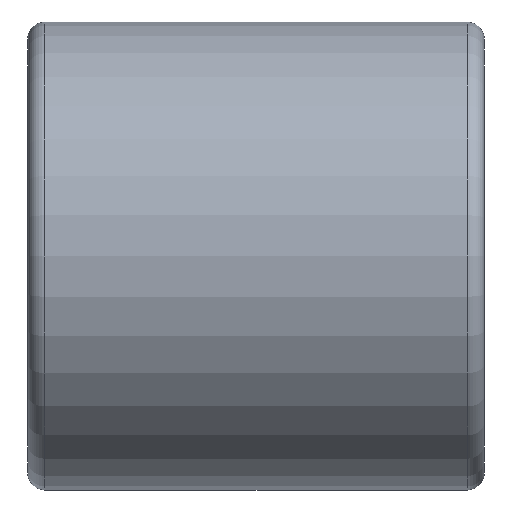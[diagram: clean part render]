
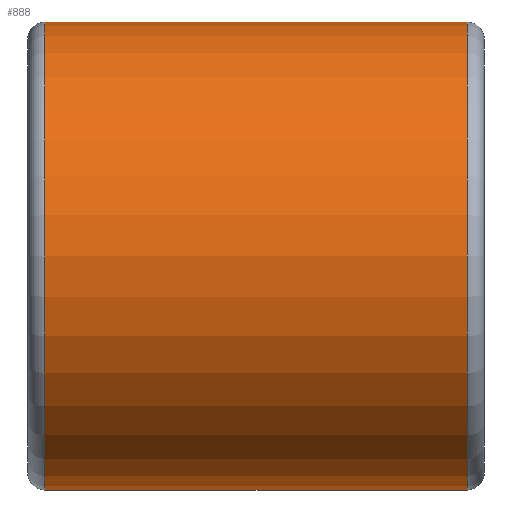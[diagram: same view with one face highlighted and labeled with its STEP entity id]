
A CAD part, front view. The second image highlights one B-rep face of the part: STEP entity #888.
In plain terms, the highlighted cylindrical face has radius 41 mm (diameter 82 mm), a partial arc.
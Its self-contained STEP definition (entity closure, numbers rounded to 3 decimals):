
#50 = ORIENTED_EDGE ( 'NONE', *, *, #5290, .F. ) ;
#404 = AXIS2_PLACEMENT_3D ( 'NONE', #2330, #711, #5522 ) ;
#711 = DIRECTION ( 'NONE',  ( -1., 0., 0. ) ) ;
#888 = ADVANCED_FACE ( 'NONE', ( #5828 ), #6540, .T. ) ;
#945 = DIRECTION ( 'NONE',  ( -1., 0., 0. ) ) ;
#1011 = LINE ( 'NONE', #4574, #2244 ) ;
#1109 = CARTESIAN_POINT ( 'NONE',  ( 0., 0., 41. ) ) ;
#1231 = DIRECTION ( 'NONE',  ( 1., 0., 0. ) ) ;
#1299 = ORIENTED_EDGE ( 'NONE', *, *, #3094, .T. ) ;
#1381 = CARTESIAN_POINT ( 'NONE',  ( 3., 0., -41. ) ) ;
#1724 = VERTEX_POINT ( 'NONE', #6175 ) ;
#1737 = CIRCLE ( 'NONE', #3533, 41. ) ;
#1809 = VECTOR ( 'NONE', #2166, 1000. ) ;
#1921 = DIRECTION ( 'NONE',  ( -1., 0., 0. ) ) ;
#2166 = DIRECTION ( 'NONE',  ( -1., 0., 0. ) ) ;
#2244 = VECTOR ( 'NONE', #1921, 1000. ) ;
#2330 = CARTESIAN_POINT ( 'NONE',  ( 0., 0., 0. ) ) ;
#2884 = ORIENTED_EDGE ( 'NONE', *, *, #4300, .T. ) ;
#2950 = CARTESIAN_POINT ( 'NONE',  ( 77., 0., -41. ) ) ;
#3094 = EDGE_CURVE ( 'NONE', #1724, #3557, #5090, .T. ) ;
#3533 = AXIS2_PLACEMENT_3D ( 'NONE', #4132, #945, #4655 ) ;
#3557 = VERTEX_POINT ( 'NONE', #1381 ) ;
#3719 = AXIS2_PLACEMENT_3D ( 'NONE', #4421, #1231, #4931 ) ;
#4044 = EDGE_LOOP ( 'NONE', ( #50, #6159, #2884, #1299 ) ) ;
#4132 = CARTESIAN_POINT ( 'NONE',  ( 77., 0., 0. ) ) ;
#4161 = VERTEX_POINT ( 'NONE', #4666 ) ;
#4300 = EDGE_CURVE ( 'NONE', #4161, #1724, #6022, .T. ) ;
#4421 = CARTESIAN_POINT ( 'NONE',  ( 3., 0., 0. ) ) ;
#4534 = VERTEX_POINT ( 'NONE', #2950 ) ;
#4574 = CARTESIAN_POINT ( 'NONE',  ( 0., 0., -41. ) ) ;
#4655 = DIRECTION ( 'NONE',  ( 0., 0., 1. ) ) ;
#4666 = CARTESIAN_POINT ( 'NONE',  ( 77., 0., 41. ) ) ;
#4931 = DIRECTION ( 'NONE',  ( 0., 0., -1. ) ) ;
#5090 = CIRCLE ( 'NONE', #3719, 41. ) ;
#5290 = EDGE_CURVE ( 'NONE', #4534, #3557, #1011, .T. ) ;
#5522 = DIRECTION ( 'NONE',  ( 0., 0., 1. ) ) ;
#5828 = FACE_OUTER_BOUND ( 'NONE', #4044, .T. ) ;
#6022 = LINE ( 'NONE', #1109, #1809 ) ;
#6086 = EDGE_CURVE ( 'NONE', #4534, #4161, #1737, .T. ) ;
#6159 = ORIENTED_EDGE ( 'NONE', *, *, #6086, .T. ) ;
#6175 = CARTESIAN_POINT ( 'NONE',  ( 3., 0., 41. ) ) ;
#6540 = CYLINDRICAL_SURFACE ( 'NONE', #404, 41. ) ;
